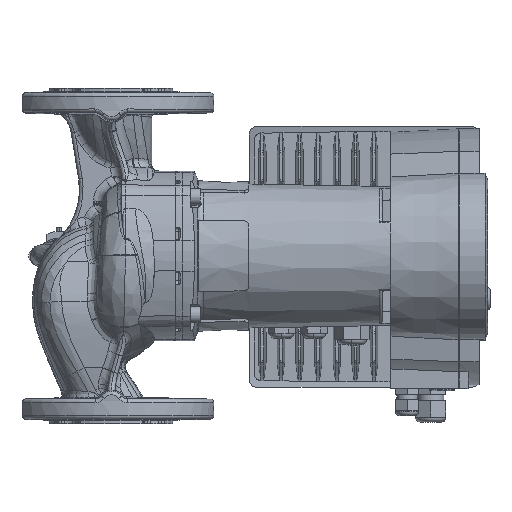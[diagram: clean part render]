
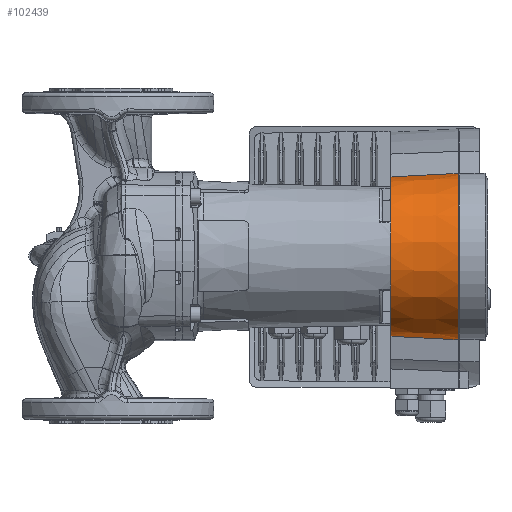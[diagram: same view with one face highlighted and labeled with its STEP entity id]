
A CAD part, top view. The second image highlights one B-rep face of the part: STEP entity #102439.
In plain terms, the highlighted conical face has half-angle 3 degrees and reference radius 67 mm.
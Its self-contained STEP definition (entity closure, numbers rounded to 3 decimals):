
#23449 = LINE ( 'NONE', #23451, #68333 ) ;
#23451 = CARTESIAN_POINT ( 'NONE',  ( 264.5, 67., -270.139 ) ) ;
#23452 = DIRECTION ( 'NONE',  ( 0.999, 0.052, 0. ) ) ;
#68164 = AXIS2_PLACEMENT_3D ( 'NONE', #97508, #97509, #97510 ) ;
#68166 = CIRCLE ( 'NONE', #68164, 64.17 ) ;
#68199 = AXIS2_PLACEMENT_3D ( 'NONE', #97427, #97428, #97429 ) ;
#68201 = CIRCLE ( 'NONE', #68199, 67. ) ;
#68205 = VECTOR ( 'NONE', #97439, 1000. ) ;
#68333 = VECTOR ( 'NONE', #23452, 1000. ) ;
#69722 = CARTESIAN_POINT ( 'NONE',  ( 210.5, -64.17, -270.139 ) ) ;
#78421 = EDGE_LOOP ( 'NONE', ( #124850, #124853, #124856, #124859, #124862, #124865 ) ) ;
#87667 = VERTEX_POINT ( 'NONE', #107673 ) ;
#87669 = VERTEX_POINT ( 'NONE', #107676 ) ;
#87673 = VERTEX_POINT ( 'NONE', #107680 ) ;
#87677 = VERTEX_POINT ( 'NONE', #107685 ) ;
#87681 = VERTEX_POINT ( 'NONE', #107691 ) ;
#87703 = VERTEX_POINT ( 'NONE', #69722 ) ;
#93899 = CONICAL_SURFACE ( 'NONE', #93903, 67., 0.052 ) ;
#93903 = AXIS2_PLACEMENT_3D ( 'NONE', #124921, #124918, #124889 ) ;
#97395 = CARTESIAN_POINT ( 'NONE',  ( 232.365, 65.316, -269.432 ) ) ;
#97398 = CARTESIAN_POINT ( 'NONE',  ( 216.298, 64.474, -270.139 ) ) ;
#97401 = CARTESIAN_POINT ( 'NONE',  ( 248.432, 66.146, -268.724 ) ) ;
#97402 = CARTESIAN_POINT ( 'NONE',  ( 264.5, 66.966, -268.013 ) ) ;
#97427 = CARTESIAN_POINT ( 'NONE',  ( 264.5, 0., -270.139 ) ) ;
#97428 = DIRECTION ( 'NONE',  ( 1., 0., 0. ) ) ;
#97429 = DIRECTION ( 'NONE',  ( 0., -1., 0. ) ) ;
#97432 = LINE ( 'NONE', #97437, #68205 ) ;
#97437 = CARTESIAN_POINT ( 'NONE',  ( 264.5, -67., -270.139 ) ) ;
#97439 = DIRECTION ( 'NONE',  ( 0.999, -0.052, 0. ) ) ;
#97462 = CARTESIAN_POINT ( 'NONE',  ( 216.298, -64.474, -270.139 ) ) ;
#97463 = CARTESIAN_POINT ( 'NONE',  ( 232.365, -65.316, -269.432 ) ) ;
#97467 = CARTESIAN_POINT ( 'NONE',  ( 248.432, -66.146, -268.724 ) ) ;
#97468 = CARTESIAN_POINT ( 'NONE',  ( 264.5, -66.966, -268.013 ) ) ;
#97508 = CARTESIAN_POINT ( 'NONE',  ( 210.5, 0., -270.139 ) ) ;
#97509 = DIRECTION ( 'NONE',  ( 1., 0., 0. ) ) ;
#97510 = DIRECTION ( 'NONE',  ( 0., -1., 0. ) ) ;
#101005 = B_SPLINE_CURVE_WITH_KNOTS ( 'NONE', 3,
 ( #97398, #97395, #97401, #97402 ),
 .UNSPECIFIED., .F., .F.,
 ( 4, 4 ),
 ( 0.006, 0.054 ),
 .UNSPECIFIED. ) ;
#101007 = B_SPLINE_CURVE_WITH_KNOTS ( 'NONE', 3,
 ( #97462, #97463, #97467, #97468 ),
 .UNSPECIFIED., .F., .F.,
 ( 4, 4 ),
 ( 0.006, 0.054 ),
 .UNSPECIFIED. ) ;
#102439 = ADVANCED_FACE ( 'NONE', ( #124915 ), #93899, .T. ) ;
#107673 = CARTESIAN_POINT ( 'NONE',  ( 264.5, -66.966, -268.013 ) ) ;
#107676 = CARTESIAN_POINT ( 'NONE',  ( 216.298, -64.474, -270.139 ) ) ;
#107680 = CARTESIAN_POINT ( 'NONE',  ( 216.298, 64.474, -270.139 ) ) ;
#107685 = CARTESIAN_POINT ( 'NONE',  ( 264.5, 66.966, -268.013 ) ) ;
#107691 = CARTESIAN_POINT ( 'NONE',  ( 210.5, 64.17, -270.139 ) ) ;
#117715 = EDGE_CURVE ( 'NONE', #87673, #87677, #101005, .T. ) ;
#117723 = EDGE_CURVE ( 'NONE', #87677, #87667, #68201, .T. ) ;
#117727 = EDGE_CURVE ( 'NONE', #87703, #87669, #97432, .T. ) ;
#117737 = EDGE_CURVE ( 'NONE', #87669, #87667, #101007, .T. ) ;
#117750 = EDGE_CURVE ( 'NONE', #87681, #87703, #68166, .T. ) ;
#117842 = EDGE_CURVE ( 'NONE', #87681, #87673, #23449, .T. ) ;
#124850 = ORIENTED_EDGE ( 'NONE', *, *, #117842, .F. ) ;
#124853 = ORIENTED_EDGE ( 'NONE', *, *, #117750, .T. ) ;
#124856 = ORIENTED_EDGE ( 'NONE', *, *, #117727, .T. ) ;
#124859 = ORIENTED_EDGE ( 'NONE', *, *, #117737, .T. ) ;
#124862 = ORIENTED_EDGE ( 'NONE', *, *, #117723, .F. ) ;
#124865 = ORIENTED_EDGE ( 'NONE', *, *, #117715, .F. ) ;
#124889 = DIRECTION ( 'NONE',  ( 0., -1., 0. ) ) ;
#124915 = FACE_OUTER_BOUND ( 'NONE', #78421, .T. ) ;
#124918 = DIRECTION ( 'NONE',  ( 1., 0., 0. ) ) ;
#124921 = CARTESIAN_POINT ( 'NONE',  ( 264.5, 0., -270.139 ) ) ;
